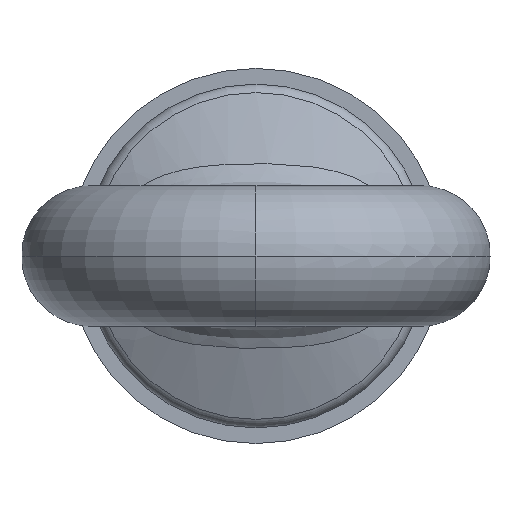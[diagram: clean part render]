
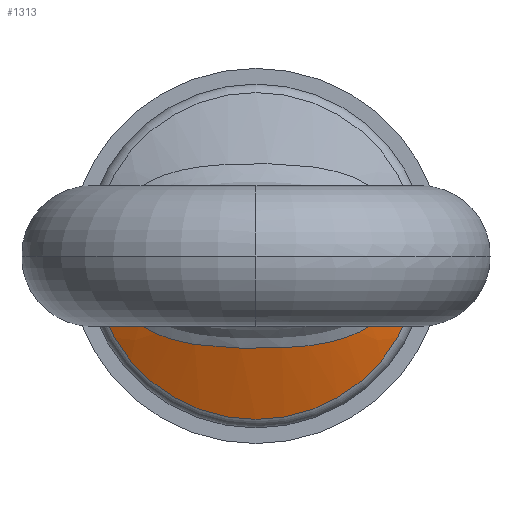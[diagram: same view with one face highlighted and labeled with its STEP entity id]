
A CAD part, left-side view. The second image highlights one B-rep face of the part: STEP entity #1313.
In plain terms, the highlighted spherical face has radius 23.007 mm.
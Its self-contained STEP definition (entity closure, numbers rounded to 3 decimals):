
#93 = CARTESIAN_POINT ( 'NONE',  ( -7.177, -9.396, -2.271 ) ) ;
#146 = EDGE_LOOP ( 'NONE', ( #789, #1463, #436, #1759, #1333 ) ) ;
#155 = CARTESIAN_POINT ( 'NONE',  ( -7.939, 5.829, -5.204 ) ) ;
#167 = CARTESIAN_POINT ( 'NONE',  ( -7.634, -7.36, -4.449 ) ) ;
#185 = CARTESIAN_POINT ( 'NONE',  ( -7.133, -9.582, -1.793 ) ) ;
#222 = FACE_OUTER_BOUND ( 'NONE', #146, .T. ) ;
#232 = CARTESIAN_POINT ( 'NONE',  ( -7.236, -9.146, -2.705 ) ) ;
#238 = DIRECTION ( 'NONE',  ( 0., 1., 0. ) ) ;
#239 = EDGE_CURVE ( 'NONE', #1486, #1305, #531, .T. ) ;
#240 = DIRECTION ( 'NONE',  ( 0., -1., 0. ) ) ;
#290 = CARTESIAN_POINT ( 'NONE',  ( -7.767, -6.711, -4.818 ) ) ;
#321 = CARTESIAN_POINT ( 'NONE',  ( -6.788, 0., 0. ) ) ;
#390 = DIRECTION ( 'NONE',  ( 0., 0., 1. ) ) ;
#429 = CARTESIAN_POINT ( 'NONE',  ( -8.534, -0.1, -5.906 ) ) ;
#436 = ORIENTED_EDGE ( 'NONE', *, *, #831, .T. ) ;
#443 = CARTESIAN_POINT ( 'NONE',  ( -7.987, -5.563, -5.293 ) ) ;
#447 = CARTESIAN_POINT ( 'NONE',  ( -7.381, -8.514, -3.492 ) ) ;
#448 = AXIS2_PLACEMENT_3D ( 'NONE', #321, #1629, #1353 ) ;
#450 = CARTESIAN_POINT ( 'NONE',  ( -7.461, -8.157, -3.842 ) ) ;
#489 = CARTESIAN_POINT ( 'NONE',  ( -6.788, -10.454, 0. ) ) ;
#531 = CIRCLE ( 'NONE', #1292, 23.007 ) ;
#570 = CARTESIAN_POINT ( 'NONE',  ( -7.052, -9.919, -0.307 ) ) ;
#583 = CARTESIAN_POINT ( 'NONE',  ( -8.23, -4.108, -5.678 ) ) ;
#595 = CARTESIAN_POINT ( 'NONE',  ( -7.336, 8.712, -3.268 ) ) ;
#601 = CARTESIAN_POINT ( 'NONE',  ( -7.299, 8.872, -3.068 ) ) ;
#671 = CARTESIAN_POINT ( 'NONE',  ( -6.788, 10.454, 0. ) ) ;
#697 = SPHERICAL_SURFACE ( 'NONE', #1714, 23.007 ) ;
#729 = CARTESIAN_POINT ( 'NONE',  ( -7.052, 9.919, 0. ) ) ;
#745 = CARTESIAN_POINT ( 'NONE',  ( -7.199, 9.303, -2.443 ) ) ;
#752 = CARTESIAN_POINT ( 'NONE',  ( -7.589, -7.57, -4.308 ) ) ;
#789 = ORIENTED_EDGE ( 'NONE', *, *, #941, .F. ) ;
#831 = EDGE_CURVE ( 'NONE', #1221, #1486, #1782, .T. ) ;
#842 = AXIS2_PLACEMENT_3D ( 'NONE', #1125, #1546, #240 ) ;
#864 = CARTESIAN_POINT ( 'NONE',  ( -7.086, -9.777, -1.214 ) ) ;
#879 = CARTESIAN_POINT ( 'NONE',  ( -7.052, 9.919, -0.513 ) ) ;
#881 = CARTESIAN_POINT ( 'NONE',  ( -8.531, 0.403, -5.905 ) ) ;
#894 = CARTESIAN_POINT ( 'NONE',  ( -7.67, 7.191, -4.569 ) ) ;
#902 = EDGE_CURVE ( 'NONE', #1305, #1868, #1230, .T. ) ;
#930 = B_SPLINE_CURVE_WITH_KNOTS ( 'NONE', 3,
 ( #1408, #570, #1729, #864, #1695, #1009 ),
 .UNSPECIFIED., .F., .F.,
 ( 4, 2, 4 ),
 ( 0.05, 0.051, 0.052 ),
 .UNSPECIFIED. ) ;
#941 = EDGE_CURVE ( 'NONE', #1553, #1868, #977, .T. ) ;
#951 = DIRECTION ( 'NONE',  ( 0., 0., -1. ) ) ;
#977 = CIRCLE ( 'NONE', #842, 23.007 ) ;
#1005 = CARTESIAN_POINT ( 'NONE',  ( -7.052, 9.919, 0. ) ) ;
#1009 = CARTESIAN_POINT ( 'NONE',  ( -7.133, -9.582, -1.793 ) ) ;
#1031 = CARTESIAN_POINT ( 'NONE',  ( -8.384, 2.901, -5.822 ) ) ;
#1039 = CARTESIAN_POINT ( 'NONE',  ( -8.183, 4.374, -5.592 ) ) ;
#1112 = DIRECTION ( 'NONE',  ( -1., 0., 0. ) ) ;
#1125 = CARTESIAN_POINT ( 'NONE',  ( 13.707, 0., 0. ) ) ;
#1129 = CARTESIAN_POINT ( 'NONE',  ( 13.707, 0., 0. ) ) ;
#1164 = CARTESIAN_POINT ( 'NONE',  ( -7.503, -7.968, -4.005 ) ) ;
#1178 = CARTESIAN_POINT ( 'NONE',  ( -7.413, 8.372, -3.638 ) ) ;
#1184 = CARTESIAN_POINT ( 'NONE',  ( -8.511, -1.111, -5.893 ) ) ;
#1221 = VERTEX_POINT ( 'NONE', #1372 ) ;
#1230 = CIRCLE ( 'NONE', #448, 10.454 ) ;
#1292 = AXIS2_PLACEMENT_3D ( 'NONE', #1397, #951, #1112 ) ;
#1305 = VERTEX_POINT ( 'NONE', #671 ) ;
#1313 = ADVANCED_FACE ( 'NONE', ( #222 ), #697, .T. ) ;
#1314 = CARTESIAN_POINT ( 'NONE',  ( -7.9, -6.035, -5.129 ) ) ;
#1325 = CARTESIAN_POINT ( 'NONE',  ( -7.85, 6.298, -5.023 ) ) ;
#1333 = ORIENTED_EDGE ( 'NONE', *, *, #902, .T. ) ;
#1335 = CARTESIAN_POINT ( 'NONE',  ( -8.363, -3.119, -5.79 ) ) ;
#1342 = CARTESIAN_POINT ( 'NONE',  ( -7.052, -9.919, 0. ) ) ;
#1353 = DIRECTION ( 'NONE',  ( 0., 1., 0. ) ) ;
#1372 = CARTESIAN_POINT ( 'NONE',  ( -7.133, -9.582, -1.793 ) ) ;
#1397 = CARTESIAN_POINT ( 'NONE',  ( 13.707, 0., 0. ) ) ;
#1408 = CARTESIAN_POINT ( 'NONE',  ( -7.052, -9.919, 0. ) ) ;
#1454 = CARTESIAN_POINT ( 'NONE',  ( -8.106, 4.862, -5.489 ) ) ;
#1463 = ORIENTED_EDGE ( 'NONE', *, *, #1832, .T. ) ;
#1465 = CARTESIAN_POINT ( 'NONE',  ( -7.579, 7.619, -4.292 ) ) ;
#1471 = CARTESIAN_POINT ( 'NONE',  ( -8.484, -1.616, -5.878 ) ) ;
#1486 = VERTEX_POINT ( 'NONE', #1005 ) ;
#1546 = DIRECTION ( 'NONE',  ( 0., 0., 1. ) ) ;
#1553 = VERTEX_POINT ( 'NONE', #1342 ) ;
#1586 = CARTESIAN_POINT ( 'NONE',  ( -7.454, 8.192, -3.81 ) ) ;
#1590 = CARTESIAN_POINT ( 'NONE',  ( -7.145, 9.529, -1.989 ) ) ;
#1599 = CARTESIAN_POINT ( 'NONE',  ( -7.723, -6.931, -4.703 ) ) ;
#1605 = CARTESIAN_POINT ( 'NONE',  ( -8.478, 1.906, -5.874 ) ) ;
#1629 = DIRECTION ( 'NONE',  ( -1., 0., 0. ) ) ;
#1695 = CARTESIAN_POINT ( 'NONE',  ( -7.106, -9.693, -1.506 ) ) ;
#1714 = AXIS2_PLACEMENT_3D ( 'NONE', #1129, #390, #238 ) ;
#1729 = CARTESIAN_POINT ( 'NONE',  ( -7.059, -9.89, -0.615 ) ) ;
#1751 = CARTESIAN_POINT ( 'NONE',  ( -7.071, 9.841, -1.013 ) ) ;
#1759 = ORIENTED_EDGE ( 'NONE', *, *, #239, .T. ) ;
#1782 = B_SPLINE_CURVE_WITH_KNOTS ( 'NONE', 3,
 ( #185, #93, #232, #1836, #447, #450, #1164, #752, #167, #1599, #290, #1314, #443, #583, #1335, #1471, #1184, #429, #881, #1605, #1031, #1039, #1454, #155, #1325, #894, #1465, #1586, #1178, #595, #601, #745, #1590, #1751, #879, #729 ),
 .UNSPECIFIED., .F., .F.,
 ( 4, 2, 2, 2, 2, 2, 2, 2, 2, 2, 2, 2, 2, 2, 2, 2, 2, 4 ),
 ( 0.052, 0.054, 0.054, 0.055, 0.056, 0.057, 0.058, 0.061, 0.063, 0.064, 0.067, 0.069, 0.07, 0.072, 0.073, 0.073, 0.075, 0.076 ),
 .UNSPECIFIED. ) ;
#1832 = EDGE_CURVE ( 'NONE', #1553, #1221, #930, .T. ) ;
#1836 = CARTESIAN_POINT ( 'NONE',  ( -7.343, -8.682, -3.304 ) ) ;
#1868 = VERTEX_POINT ( 'NONE', #489 ) ;
